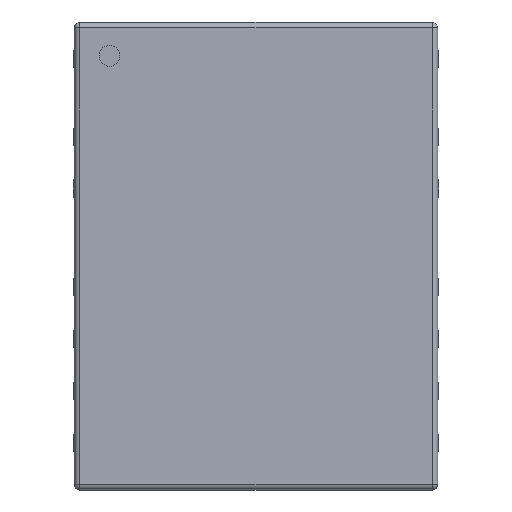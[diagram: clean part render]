
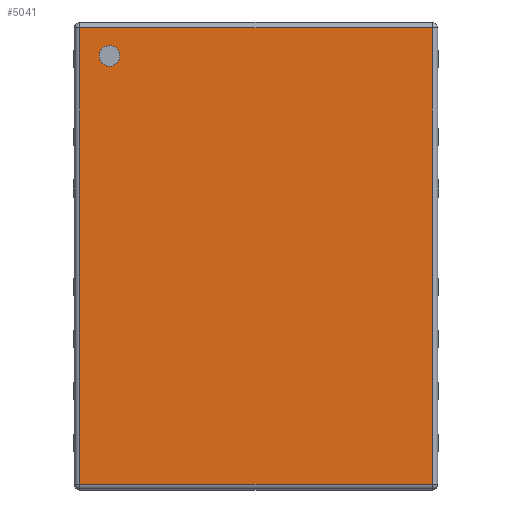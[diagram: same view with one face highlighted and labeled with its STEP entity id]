
A CAD part, top view. The second image highlights one B-rep face of the part: STEP entity #5041.
In plain terms, the highlighted planar face has unit normal (0, 0, 1).
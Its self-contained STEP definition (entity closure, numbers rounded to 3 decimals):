
#87=CIRCLE('',#5194,0.1);
#661=ORIENTED_EDGE('',*,*,#1584,.T.);
#662=ORIENTED_EDGE('',*,*,#1585,.T.);
#663=ORIENTED_EDGE('',*,*,#1586,.T.);
#664=ORIENTED_EDGE('',*,*,#1587,.T.);
#665=ORIENTED_EDGE('',*,*,#1381,.T.);
#1381=EDGE_CURVE('',#1917,#1917,#87,.T.);
#1584=EDGE_CURVE('',#2043,#2044,#2450,.F.);
#1585=EDGE_CURVE('',#2044,#2045,#2451,.F.);
#1586=EDGE_CURVE('',#2045,#2046,#2452,.F.);
#1587=EDGE_CURVE('',#2046,#2043,#2453,.F.);
#1917=VERTEX_POINT('',#6739);
#2043=VERTEX_POINT('',#7136);
#2044=VERTEX_POINT('',#7137);
#2045=VERTEX_POINT('',#7139);
#2046=VERTEX_POINT('',#7141);
#2450=LINE('',#7135,#2933);
#2451=LINE('',#7138,#2934);
#2452=LINE('',#7140,#2935);
#2453=LINE('',#7142,#2936);
#2933=VECTOR('',#5963,1000.);
#2934=VECTOR('',#5964,1000.);
#2935=VECTOR('',#5965,1000.);
#2936=VECTOR('',#5966,1000.);
#3170=EDGE_LOOP('',(#661,#662,#663,#664));
#3171=EDGE_LOOP('',(#665));
#3362=FACE_BOUND('',#3170,.T.);
#3363=FACE_BOUND('',#3171,.T.);
#3541=PLANE('',#5273);
#5041=ADVANCED_FACE('',(#3362,#3363),#3541,.F.);
#5194=AXIS2_PLACEMENT_3D('',#6738,#5612,#5613);
#5273=AXIS2_PLACEMENT_3D('',#7134,#5961,#5962);
#5612=DIRECTION('',(0.,0.,-1.));
#5613=DIRECTION('',(1.,0.,0.));
#5961=DIRECTION('',(0.,0.,-1.));
#5962=DIRECTION('',(-1.,0.,0.));
#5963=DIRECTION('',(-1.,0.,0.));
#5964=DIRECTION('',(0.,-1.,0.));
#5965=DIRECTION('',(1.,0.,0.));
#5966=DIRECTION('',(0.,1.,0.));
#6738=CARTESIAN_POINT('',(-1.411,1.931,0.));
#6739=CARTESIAN_POINT('',(-1.311,1.931,0.));
#7134=CARTESIAN_POINT('',(0.,0.,0.));
#7135=CARTESIAN_POINT('',(0.,-2.2,0.));
#7136=CARTESIAN_POINT('',(-1.7,-2.2,0.));
#7137=CARTESIAN_POINT('',(1.7,-2.2,0.));
#7138=CARTESIAN_POINT('',(1.7,0.,0.));
#7139=CARTESIAN_POINT('',(1.7,2.2,0.));
#7140=CARTESIAN_POINT('',(0.,2.2,0.));
#7141=CARTESIAN_POINT('',(-1.7,2.2,0.));
#7142=CARTESIAN_POINT('',(-1.7,0.,0.));
